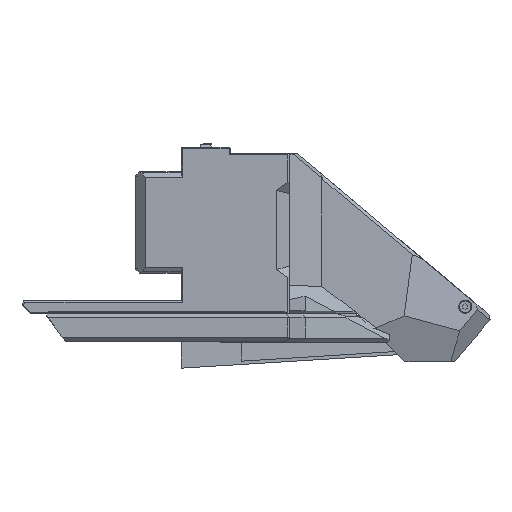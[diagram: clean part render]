
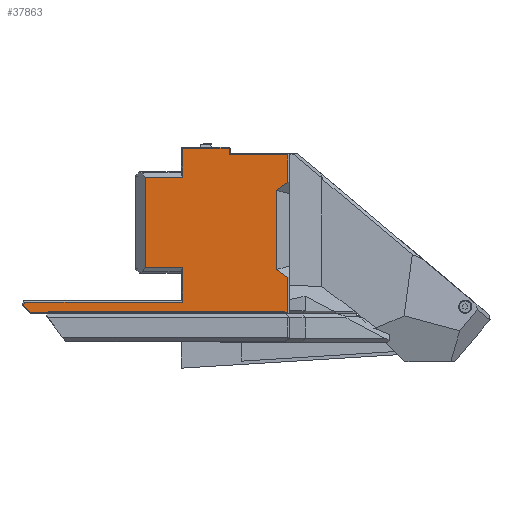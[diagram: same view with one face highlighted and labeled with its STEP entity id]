
A CAD part, left-side view. The second image highlights one B-rep face of the part: STEP entity #37863.
In plain terms, the highlighted face is planar.
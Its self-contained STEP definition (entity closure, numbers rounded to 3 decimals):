
#2937=FACE_OUTER_BOUND('',#5179,.T.);
#5179=EDGE_LOOP('',(#28588,#28589,#28590,#28591,#28592,#28593,#28594,#28595,
#28596,#28597,#28598,#28599,#28600,#28601,#28602,#28603,#28604,#28605));
#7918=LINE('',#57798,#12335);
#7921=LINE('',#57804,#12338);
#7922=LINE('',#57805,#12339);
#7934=LINE('',#57830,#12351);
#7937=LINE('',#57835,#12354);
#8005=LINE('',#58144,#12422);
#8238=LINE('',#59432,#12655);
#8241=LINE('',#59437,#12658);
#8243=LINE('',#59441,#12660);
#8244=LINE('',#59443,#12661);
#8245=LINE('',#59446,#12662);
#8248=LINE('',#59452,#12665);
#8256=LINE('',#59467,#12673);
#8301=LINE('',#59590,#12718);
#8304=LINE('',#59595,#12721);
#8305=LINE('',#59597,#12722);
#8306=LINE('',#59599,#12723);
#8307=LINE('',#59600,#12724);
#12335=VECTOR('',#45326,10.);
#12338=VECTOR('',#45331,10.);
#12339=VECTOR('',#45332,10.);
#12351=VECTOR('',#45354,10.);
#12354=VECTOR('',#45359,10.);
#12422=VECTOR('',#45479,10.);
#12655=VECTOR('',#46092,10.);
#12658=VECTOR('',#46097,10.);
#12660=VECTOR('',#46101,10.);
#12661=VECTOR('',#46104,10.);
#12662=VECTOR('',#46107,10.);
#12665=VECTOR('',#46112,10.);
#12673=VECTOR('',#46124,10.);
#12718=VECTOR('',#46243,10.);
#12721=VECTOR('',#46248,10.);
#12722=VECTOR('',#46249,10.);
#12723=VECTOR('',#46250,10.);
#12724=VECTOR('',#46251,10.);
#16436=VERTEX_POINT('',#57795);
#16437=VERTEX_POINT('',#57797);
#16438=VERTEX_POINT('',#57801);
#16439=VERTEX_POINT('',#57803);
#16446=VERTEX_POINT('',#57825);
#16447=VERTEX_POINT('',#57829);
#16540=VERTEX_POINT('',#58143);
#16702=VERTEX_POINT('',#58880);
#16703=VERTEX_POINT('',#59431);
#16704=VERTEX_POINT('',#59435);
#16705=VERTEX_POINT('',#59439);
#16706=VERTEX_POINT('',#59445);
#16708=VERTEX_POINT('',#59451);
#16712=VERTEX_POINT('',#59463);
#16753=VERTEX_POINT('',#59587);
#16754=VERTEX_POINT('',#59589);
#16756=VERTEX_POINT('',#59596);
#16757=VERTEX_POINT('',#59598);
#20481=EDGE_CURVE('',#16436,#16437,#7918,.T.);
#20484=EDGE_CURVE('',#16438,#16439,#7921,.T.);
#20485=EDGE_CURVE('',#16439,#16436,#7922,.T.);
#20497=EDGE_CURVE('',#16447,#16446,#7934,.T.);
#20500=EDGE_CURVE('',#16437,#16447,#7937,.T.);
#20606=EDGE_CURVE('',#16446,#16540,#8005,.T.);
#20922=EDGE_CURVE('',#16540,#16703,#8238,.T.);
#20925=EDGE_CURVE('',#16703,#16704,#8241,.T.);
#20927=EDGE_CURVE('',#16704,#16705,#8243,.T.);
#20928=EDGE_CURVE('',#16705,#16702,#8244,.T.);
#20929=EDGE_CURVE('',#16706,#16702,#8245,.T.);
#20932=EDGE_CURVE('',#16706,#16708,#8248,.T.);
#20940=EDGE_CURVE('',#16708,#16712,#8256,.T.);
#21000=EDGE_CURVE('',#16753,#16754,#8301,.T.);
#21003=EDGE_CURVE('',#16754,#16438,#8304,.T.);
#21004=EDGE_CURVE('',#16756,#16753,#8305,.T.);
#21005=EDGE_CURVE('',#16757,#16756,#8306,.T.);
#21006=EDGE_CURVE('',#16712,#16757,#8307,.T.);
#28588=ORIENTED_EDGE('',*,*,#20481,.F.);
#28589=ORIENTED_EDGE('',*,*,#20485,.F.);
#28590=ORIENTED_EDGE('',*,*,#20484,.F.);
#28591=ORIENTED_EDGE('',*,*,#21003,.F.);
#28592=ORIENTED_EDGE('',*,*,#21000,.F.);
#28593=ORIENTED_EDGE('',*,*,#21004,.F.);
#28594=ORIENTED_EDGE('',*,*,#21005,.F.);
#28595=ORIENTED_EDGE('',*,*,#21006,.F.);
#28596=ORIENTED_EDGE('',*,*,#20940,.F.);
#28597=ORIENTED_EDGE('',*,*,#20932,.F.);
#28598=ORIENTED_EDGE('',*,*,#20929,.T.);
#28599=ORIENTED_EDGE('',*,*,#20928,.F.);
#28600=ORIENTED_EDGE('',*,*,#20927,.F.);
#28601=ORIENTED_EDGE('',*,*,#20925,.F.);
#28602=ORIENTED_EDGE('',*,*,#20922,.F.);
#28603=ORIENTED_EDGE('',*,*,#20606,.F.);
#28604=ORIENTED_EDGE('',*,*,#20497,.F.);
#28605=ORIENTED_EDGE('',*,*,#20500,.F.);
#36153=PLANE('',#40402);
#37863=ADVANCED_FACE('',(#2937),#36153,.T.);
#40402=AXIS2_PLACEMENT_3D('',#59594,#46246,#46247);
#45326=DIRECTION('',(1.,0.,0.));
#45331=DIRECTION('',(0.,-1.,0.));
#45332=DIRECTION('',(0.,-1.,0.));
#45354=DIRECTION('',(1.,0.,0.));
#45359=DIRECTION('',(0.,1.,0.));
#45479=DIRECTION('',(0.,1.,0.));
#46092=DIRECTION('',(-0.807,0.59,0.));
#46097=DIRECTION('',(0.,1.,0.));
#46101=DIRECTION('',(0.807,0.59,0.));
#46104=DIRECTION('',(0.,1.,0.));
#46107=DIRECTION('',(1.,0.,0.));
#46112=DIRECTION('',(-0.707,-0.707,0.));
#46124=DIRECTION('',(0.383,-0.924,0.));
#46243=DIRECTION('',(0.,-1.,0.));
#46246=DIRECTION('center_axis',(0.,0.,
-1.));
#46247=DIRECTION('ref_axis',(0.,-1.,0.));
#46248=DIRECTION('',(1.,0.,0.));
#46249=DIRECTION('',(-1.,0.,0.));
#46250=DIRECTION('',(0.,-1.,0.));
#46251=DIRECTION('',(1.,0.,0.));
#57795=CARTESIAN_POINT('',(2.734,-23.095,0.));
#57797=CARTESIAN_POINT('',(16.934,-23.095,0.));
#57798=CARTESIAN_POINT('',(8.12,-23.095,0.));
#57801=CARTESIAN_POINT('',(2.734,-14.28,0.));
#57803=CARTESIAN_POINT('',(2.734,-21.495,0.));
#57804=CARTESIAN_POINT('',(2.734,-0.411,0.));
#57805=CARTESIAN_POINT('',(2.734,-21.495,0.));
#57825=CARTESIAN_POINT('',(34.934,-21.095,0.));
#57829=CARTESIAN_POINT('',(16.934,-21.095,0.));
#57830=CARTESIAN_POINT('',(3.906,-21.095,0.));
#57835=CARTESIAN_POINT('',(16.934,-10.971,0.));
#58143=CARTESIAN_POINT('',(34.934,-12.739,0.));
#58144=CARTESIAN_POINT('',(34.934,-4.577,0.));
#58880=CARTESIAN_POINT('',(34.934,27.105,0.));
#59431=CARTESIAN_POINT('',(31.533,-10.251,0.));
#59432=CARTESIAN_POINT('',(25.368,-5.741,0.));
#59435=CARTESIAN_POINT('',(31.534,13.906,0.));
#59437=CARTESIAN_POINT('',(31.534,1.048,0.));
#59439=CARTESIAN_POINT('',(34.934,16.394,0.));
#59441=CARTESIAN_POINT('',(24.777,8.962,0.));
#59443=CARTESIAN_POINT('',(34.934,-4.577,0.));
#59445=CARTESIAN_POINT('',(-43.6,27.106,0.));
#59446=CARTESIAN_POINT('',(13.334,27.105,0.));
#59451=CARTESIAN_POINT('',(-45.891,24.815,0.));
#59452=CARTESIAN_POINT('',(-41.177,29.529,0.));
#59463=CARTESIAN_POINT('',(-45.51,23.895,0.));
#59467=CARTESIAN_POINT('',(-38.16,6.15,0.));
#59587=CARTESIAN_POINT('',(-8.678,13.358,0.));
#59589=CARTESIAN_POINT('',(-8.678,-14.28,0.));
#59590=CARTESIAN_POINT('',(-8.678,-0.411,0.));
#59594=CARTESIAN_POINT('Origin',(-2.593,-0.446,0.));
#59595=CARTESIAN_POINT('',(-1.361,-14.28,0.));
#59596=CARTESIAN_POINT('',(2.734,13.358,0.));
#59597=CARTESIAN_POINT('',(-1.361,13.358,0.));
#59598=CARTESIAN_POINT('',(2.734,23.894,0.));
#59599=CARTESIAN_POINT('',(2.734,-0.411,0.));
#59600=CARTESIAN_POINT('',(-12.654,23.895,0.));
